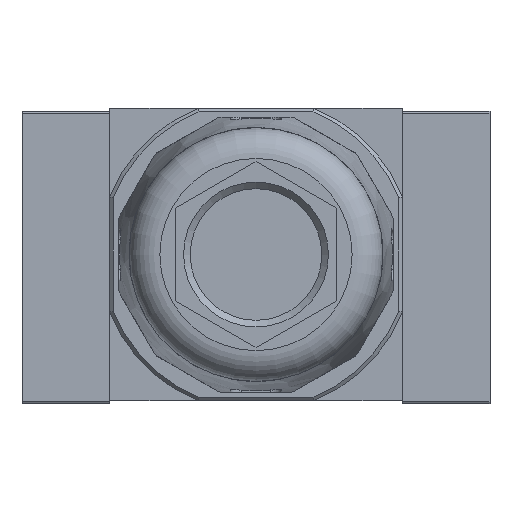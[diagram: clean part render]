
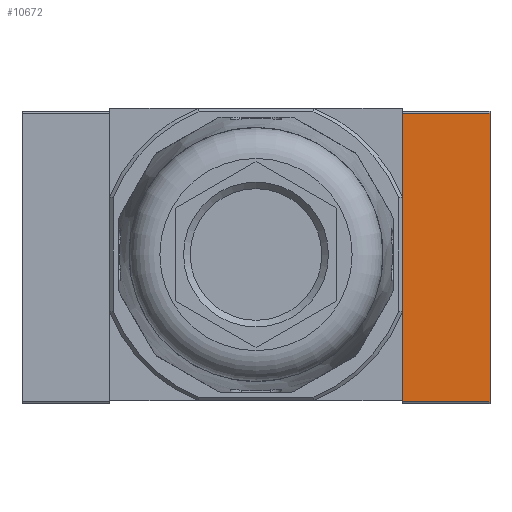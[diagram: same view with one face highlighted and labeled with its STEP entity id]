
A CAD part, front view. The second image highlights one B-rep face of the part: STEP entity #10672.
In plain terms, the highlighted face is planar.
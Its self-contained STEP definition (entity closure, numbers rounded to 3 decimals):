
#271=PLANE('',#11475);
#730=LINE('',#16880,#1268);
#731=LINE('',#16884,#1269);
#732=LINE('',#16886,#1270);
#733=LINE('',#16888,#1271);
#1268=VECTOR('',#13420,1000.);
#1269=VECTOR('',#13425,1000.);
#1270=VECTOR('',#13426,1000.);
#1271=VECTOR('',#13427,1000.);
#3645=ORIENTED_EDGE('',*,*,#5158,.T.);
#3646=ORIENTED_EDGE('',*,*,#5159,.F.);
#3647=ORIENTED_EDGE('',*,*,#5160,.F.);
#3648=ORIENTED_EDGE('',*,*,#5156,.T.);
#5156=EDGE_CURVE('',#6070,#6069,#730,.T.);
#5158=EDGE_CURVE('',#6069,#6071,#731,.T.);
#5159=EDGE_CURVE('',#6072,#6071,#732,.T.);
#5160=EDGE_CURVE('',#6070,#6072,#733,.T.);
#6069=VERTEX_POINT('',#16879);
#6070=VERTEX_POINT('',#16881);
#6071=VERTEX_POINT('',#16885);
#6072=VERTEX_POINT('',#16887);
#7112=EDGE_LOOP('',(#3645,#3646,#3647,#3648));
#7734=FACE_BOUND('',#7112,.T.);
#10672=ADVANCED_FACE('',(#7734),#271,.F.);
#11475=AXIS2_PLACEMENT_3D('',#16883,#13423,#13424);
#13420=DIRECTION('',(0.,0.,-1.));
#13423=DIRECTION('',(0.,-1.,0.));
#13424=DIRECTION('',(0.,0.,-1.));
#13425=DIRECTION('',(-1.,0.,0.));
#13426=DIRECTION('',(0.,0.,-1.));
#13427=DIRECTION('',(-1.,0.,0.));
#16879=CARTESIAN_POINT('',(19.7,10.,-6.));
#16880=CARTESIAN_POINT('',(19.7,10.,6.));
#16881=CARTESIAN_POINT('',(19.7,10.,6.));
#16883=CARTESIAN_POINT('',(19.7,10.,6.));
#16884=CARTESIAN_POINT('',(19.7,10.,-6.));
#16885=CARTESIAN_POINT('',(-19.7,10.,-6.));
#16886=CARTESIAN_POINT('',(-19.7,10.,6.));
#16887=CARTESIAN_POINT('',(-19.7,10.,6.));
#16888=CARTESIAN_POINT('',(19.7,10.,6.));
